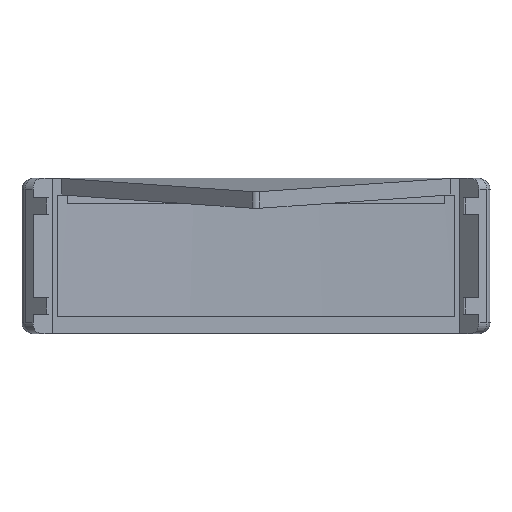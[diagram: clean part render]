
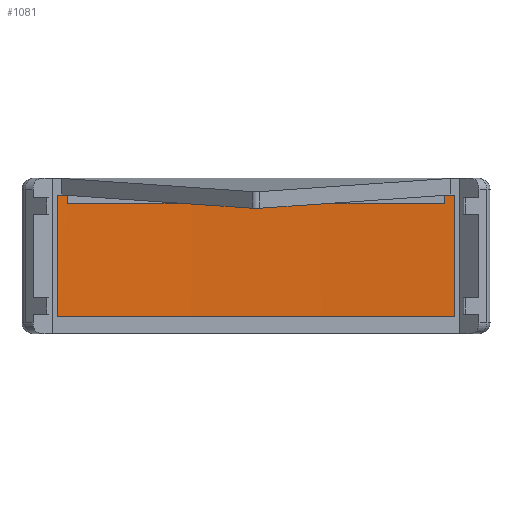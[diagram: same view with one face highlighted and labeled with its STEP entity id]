
A CAD part, front view. The second image highlights one B-rep face of the part: STEP entity #1081.
In plain terms, the highlighted cylindrical face has radius 735.043 mm (diameter 1470.09 mm), a partial arc.
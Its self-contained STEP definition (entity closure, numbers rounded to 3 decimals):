
#95=FACE_OUTER_BOUND('',#159,.T.);
#159=EDGE_LOOP('',(#915,#916,#917,#918,#919,#920,#921,#922));
#285=LINE('',#1830,#395);
#288=LINE('',#1837,#398);
#289=LINE('',#1840,#399);
#290=LINE('',#1843,#400);
#395=VECTOR('',#1467,1000.);
#398=VECTOR('',#1476,1000.);
#399=VECTOR('',#1479,1000.);
#400=VECTOR('',#1482,1000.);
#421=CIRCLE('',#1150,735.043);
#423=CIRCLE('',#1152,735.043);
#436=CIRCLE('',#1193,735.043);
#437=CIRCLE('',#1196,735.043);
#481=VERTEX_POINT('',#1636);
#482=VERTEX_POINT('',#1638);
#485=VERTEX_POINT('',#1644);
#486=VERTEX_POINT('',#1646);
#545=VERTEX_POINT('',#1829);
#546=VERTEX_POINT('',#1833);
#547=VERTEX_POINT('',#1839);
#548=VERTEX_POINT('',#1841);
#577=EDGE_CURVE('',#481,#482,#421,.T.);
#581=EDGE_CURVE('',#485,#486,#423,.T.);
#678=EDGE_CURVE('',#486,#545,#285,.T.);
#680=EDGE_CURVE('',#545,#546,#436,.T.);
#682=EDGE_CURVE('',#546,#481,#288,.T.);
#683=EDGE_CURVE('',#547,#485,#289,.T.);
#684=EDGE_CURVE('',#548,#547,#437,.T.);
#685=EDGE_CURVE('',#482,#548,#290,.T.);
#915=ORIENTED_EDGE('',*,*,#683,.F.);
#916=ORIENTED_EDGE('',*,*,#684,.F.);
#917=ORIENTED_EDGE('',*,*,#685,.F.);
#918=ORIENTED_EDGE('',*,*,#577,.F.);
#919=ORIENTED_EDGE('',*,*,#682,.F.);
#920=ORIENTED_EDGE('',*,*,#680,.F.);
#921=ORIENTED_EDGE('',*,*,#678,.F.);
#922=ORIENTED_EDGE('',*,*,#581,.F.);
#1032=CYLINDRICAL_SURFACE('',#1195,735.043);
#1081=ADVANCED_FACE('',(#95),#1032,.F.);
#1150=AXIS2_PLACEMENT_3D('',#1639,#1297,#1298);
#1152=AXIS2_PLACEMENT_3D('',#1647,#1303,#1304);
#1193=AXIS2_PLACEMENT_3D('',#1834,#1471,#1472);
#1195=AXIS2_PLACEMENT_3D('',#1838,#1477,#1478);
#1196=AXIS2_PLACEMENT_3D('',#1842,#1480,#1481);
#1297=DIRECTION('center_axis',(0.,0.,-1.));
#1298=DIRECTION('ref_axis',(1.,0.,0.));
#1303=DIRECTION('center_axis',(0.,0.,-1.));
#1304=DIRECTION('ref_axis',(1.,0.,0.));
#1467=DIRECTION('',(0.,0.,-1.));
#1471=DIRECTION('center_axis',(0.,0.,1.));
#1472=DIRECTION('ref_axis',(-1.,0.,0.));
#1476=DIRECTION('',(0.,0.,1.));
#1477=DIRECTION('center_axis',(0.,0.,-1.));
#1478=DIRECTION('ref_axis',(-1.,0.,0.));
#1479=DIRECTION('',(0.,0.,1.));
#1480=DIRECTION('center_axis',(0.,0.,-1.));
#1481=DIRECTION('ref_axis',(-1.,0.,0.));
#1482=DIRECTION('',(0.,0.,-1.));
#1636=CARTESIAN_POINT('',(-35.75,1.13,11.));
#1638=CARTESIAN_POINT('',(-34.,1.213,11.));
#1639=CARTESIAN_POINT('Origin',(0.,-733.043,
11.));
#1644=CARTESIAN_POINT('',(34.,1.213,11.));
#1646=CARTESIAN_POINT('',(35.75,1.13,11.));
#1647=CARTESIAN_POINT('Origin',(0.,-733.043,
11.));
#1829=CARTESIAN_POINT('',(35.75,1.13,-11.));
#1830=CARTESIAN_POINT('',(35.75,1.13,14.));
#1833=CARTESIAN_POINT('',(-35.75,1.13,-11.));
#1834=CARTESIAN_POINT('Origin',(0.,-733.043,
-11.));
#1837=CARTESIAN_POINT('',(-35.75,1.13,14.));
#1838=CARTESIAN_POINT('Origin',(0.,-733.043,
14.));
#1839=CARTESIAN_POINT('',(34.,1.213,9.5));
#1840=CARTESIAN_POINT('',(34.,1.213,14.));
#1841=CARTESIAN_POINT('',(-34.,1.213,9.5));
#1842=CARTESIAN_POINT('Origin',(0.,-733.043,
9.5));
#1843=CARTESIAN_POINT('',(-34.,1.213,14.));
